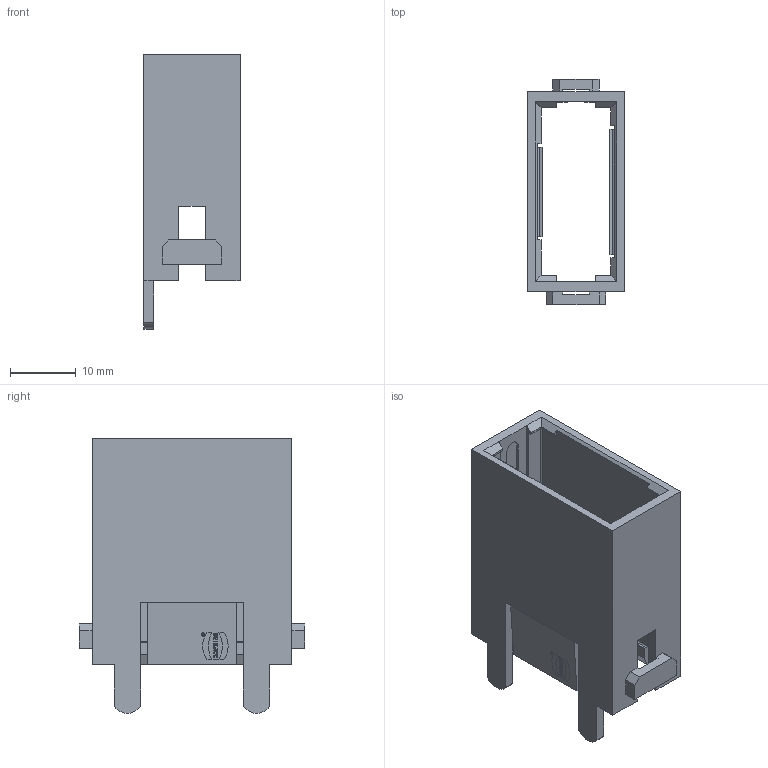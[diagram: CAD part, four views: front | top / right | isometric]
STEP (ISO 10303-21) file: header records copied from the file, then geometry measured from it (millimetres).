
FILE_DESCRIPTION(/* description */ (''),/* implementation_level */ '2;1');
FILE_NAME(/* name */ '100196526ugm000_d.stp',/* time_stamp */ '2019-02-06T11:12:23+01:00',/* author */ (''),/* organization */ (''),/* preprocessor_version */ 'ST-DEVELOPER v16.7',/* originating_system */ 'SIEMENS PLM Software NX 12.0',/* authorisation */ '');
FILE_SCHEMA (('AUTOMOTIVE_DESIGN { 1 0 10303 214 3 1 1 1 }'));
Length unit declared in the file: millimetre
Products named in the file (1): 100196526ugm000_d
Bounding box: 14.6 x 34.2 x 41.65 mm (x, y, z)
Volume: 4354.2 mm3; surface area: 6238.3 mm2
Topology: 1 solids, 1 shells, 137 faces, 445 edges, 321 vertices
Faces by surface type: plane 123, cylinder 10, cone 4
Entity records: 5963 total; most frequent: CARTESIAN_POINT 942, ORIENTED_EDGE 890, DIRECTION 753, EDGE_CURVE 445, LINE 409, VECTOR 409, VERTEX_POINT 320, AXIS2_PLACEMENT_3D 172
